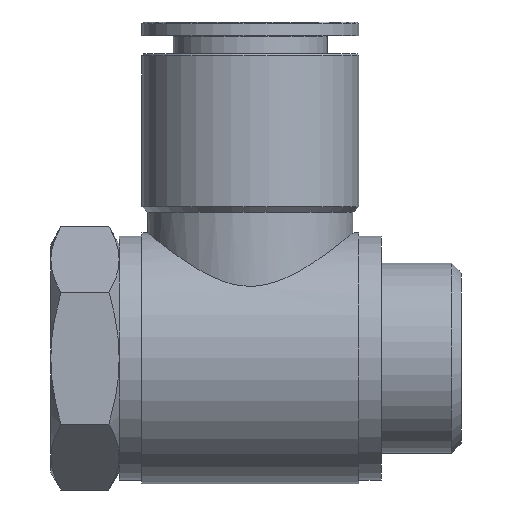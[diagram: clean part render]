
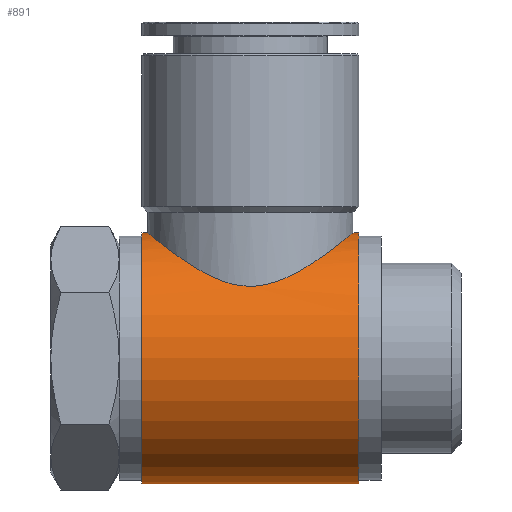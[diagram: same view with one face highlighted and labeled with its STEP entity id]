
A CAD part, left-side view. The second image highlights one B-rep face of the part: STEP entity #891.
In plain terms, the highlighted cylindrical face has radius 11 mm (diameter 22 mm), a full revolution.
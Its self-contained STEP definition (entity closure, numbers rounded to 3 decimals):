
#61=B_SPLINE_CURVE_WITH_KNOTS('',3,(#1270,#1271,#1272,#1273,#1274,#1275,
#1276,#1277,#1278,#1279,#1280,#1281,#1282,#1283,#1284,#1285,#1286,#1287,
#1288,#1289,#1290,#1291,#1292,#1293,#1294,#1295,#1296,#1297,#1298),
 .UNSPECIFIED.,.T.,.F.,(1,1,1,1,1,1,1,1,1,1,1,1,1,1,1,1,1,1,1,1,1,1,1,1,
1,1,1,1,1,1,1,1,1),(-0.007,-0.004,-0.002,
0.,0.004,0.006,0.007,0.009,
0.011,0.013,0.015,0.017,
0.019,0.021,0.022,0.024,
0.026,0.03,0.034,0.037,
0.039,0.041,0.043,0.045,
0.047,0.049,0.052,0.056,
0.058,0.06,0.064,0.065,
0.067),.UNSPECIFIED.);
#136=ORIENTED_EDGE('',*,*,#266,.F.);
#137=ORIENTED_EDGE('',*,*,#267,.T.);
#138=ORIENTED_EDGE('',*,*,#255,.T.);
#255=EDGE_CURVE('',#319,#319,#61,.T.);
#266=EDGE_CURVE('',#330,#330,#373,.T.);
#267=EDGE_CURVE('',#331,#331,#374,.T.);
#319=VERTEX_POINT('',#1299);
#330=VERTEX_POINT('',#1332);
#331=VERTEX_POINT('',#1334);
#373=CIRCLE('',#963,11.);
#374=CIRCLE('',#964,11.);
#422=EDGE_LOOP('',(#136));
#423=EDGE_LOOP('',(#137));
#424=EDGE_LOOP('',(#138));
#495=FACE_BOUND('',#422,.T.);
#496=FACE_BOUND('',#423,.T.);
#497=FACE_BOUND('',#424,.T.);
#543=CYLINDRICAL_SURFACE('',#962,11.);
#891=ADVANCED_FACE('',(#495,#496,#497),#543,.T.);
#962=AXIS2_PLACEMENT_3D('',#1330,#1087,#1088);
#963=AXIS2_PLACEMENT_3D('',#1331,#1089,#1090);
#964=AXIS2_PLACEMENT_3D('',#1333,#1091,#1092);
#1087=DIRECTION('',(0.,-1.,0.));
#1088=DIRECTION('',(0.,0.,-1.));
#1089=DIRECTION('',(0.,-1.,0.));
#1090=DIRECTION('',(0.,0.,-1.));
#1091=DIRECTION('',(0.,-1.,0.));
#1092=DIRECTION('',(0.,0.,-1.));
#1270=CARTESIAN_POINT('',(1.903,-8.864,10.888));
#1271=CARTESIAN_POINT('',(-0.643,-9.136,11.112));
#1272=CARTESIAN_POINT('',(-3.112,-8.594,10.663));
#1273=CARTESIAN_POINT('',(-5.171,-7.432,9.752));
#1274=CARTESIAN_POINT('',(-6.457,-6.344,8.945));
#1275=CARTESIAN_POINT('',(-7.518,-5.04,8.064));
#1276=CARTESIAN_POINT('',(-8.316,-3.579,7.225));
#1277=CARTESIAN_POINT('',(-8.862,-1.894,6.526));
#1278=CARTESIAN_POINT('',(-9.067,-0.014,6.226));
#1279=CARTESIAN_POINT('',(-8.868,1.864,6.518));
#1280=CARTESIAN_POINT('',(-8.329,3.549,7.21));
#1281=CARTESIAN_POINT('',(-7.532,5.019,8.05));
#1282=CARTESIAN_POINT('',(-6.475,6.325,8.932));
#1283=CARTESIAN_POINT('',(-5.196,7.415,9.739));
#1284=CARTESIAN_POINT('',(-3.144,8.582,10.654));
#1285=CARTESIAN_POINT('',(-0.046,9.273,11.226));
#1286=CARTESIAN_POINT('',(3.723,8.463,10.555));
#1287=CARTESIAN_POINT('',(6.095,6.784,9.244));
#1288=CARTESIAN_POINT('',(7.506,5.059,8.075));
#1289=CARTESIAN_POINT('',(8.31,3.592,7.232));
#1290=CARTESIAN_POINT('',(8.857,1.918,6.534));
#1291=CARTESIAN_POINT('',(9.068,0.03,6.225));
#1292=CARTESIAN_POINT('',(8.87,-1.858,6.515));
#1293=CARTESIAN_POINT('',(8.153,-4.1,7.437));
#1294=CARTESIAN_POINT('',(6.597,-6.418,8.965));
#1295=CARTESIAN_POINT('',(4.24,-8.097,10.268));
#1296=CARTESIAN_POINT('',(1.903,-8.864,10.888));
#1297=CARTESIAN_POINT('',(-0.643,-9.136,11.112));
#1298=CARTESIAN_POINT('',(-3.112,-8.594,10.663));
#1299=CARTESIAN_POINT('',(0.,-9.,11.));
#1330=CARTESIAN_POINT('',(0.,-18.5,0.));
#1331=CARTESIAN_POINT('',(0.,-9.5,0.));
#1332=CARTESIAN_POINT('',(0.,-9.5,-11.));
#1333=CARTESIAN_POINT('',(0.,9.5,0.));
#1334=CARTESIAN_POINT('',(0.,9.5,-11.));
